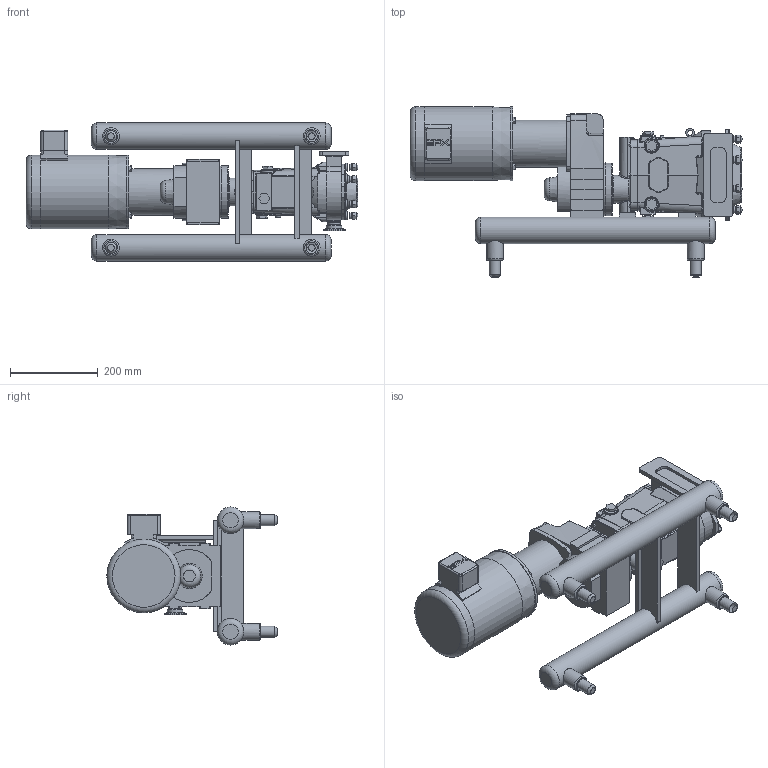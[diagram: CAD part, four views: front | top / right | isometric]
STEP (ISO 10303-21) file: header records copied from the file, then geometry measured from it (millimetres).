
FILE_DESCRIPTION(/* description */ (''),/* implementation_level */ '2;1');
FILE_NAME(/* name */ 'U2_014U2_56C_(1.44 x 4.94)x1.5_S-Line_0.5HP_SM.stp',/* time_stamp */ '2020-11-02T14:15:51+06:00',/* author */ ('trtmhr'),/* organization */ (''),/* preprocessor_version */ 'ST-DEVELOPER v17',/* originating_system */ 'Autodesk Inventor 2018',/* authorisation */ '');
FILE_SCHEMA (('AUTOMOTIVE_DESIGN { 1 0 10303 214 3 1 1 }'));
Length unit declared in the file: inch
Products named in the file (1): U2_014U2_56C_(1.44 x 4.94)x1.5_S-Line_0.5HP_SM
Bounding box: 756.13 x 387.87 x 314.32 mm (x, y, z)
Volume: 17875176.6 mm3; surface area: 952996.2 mm2
Topology: 6 solids, 6 shells, 1055 faces, 2780 edges, 1789 vertices
Faces by surface type: plane 500, cylinder 273, bspline 139, torus 92, cone 36, sphere 15
Full cylindrical faces by diameter (mm): 5.08 x1, 7.62 x4, 12.395 x5, 14.275 x8, 19.05 x8, 25.4 x4, 29.362 x2, 30.378 x1, 35.712 x1, 38.1 x5, 50.495 x1, 63.5 x1, 107.01 x1, 119.888 x1, 119.99 x1, 167.945 x1, 167.97 x1, 167.996 x1
Entity records: 37041 total; most frequent: CARTESIAN_POINT 10983, ORIENTED_EDGE 5548, DIRECTION 5295, EDGE_CURVE 2774, AXIS2_PLACEMENT_3D 1948, VERTEX_POINT 1789, LINE 1399, VECTOR 1399
